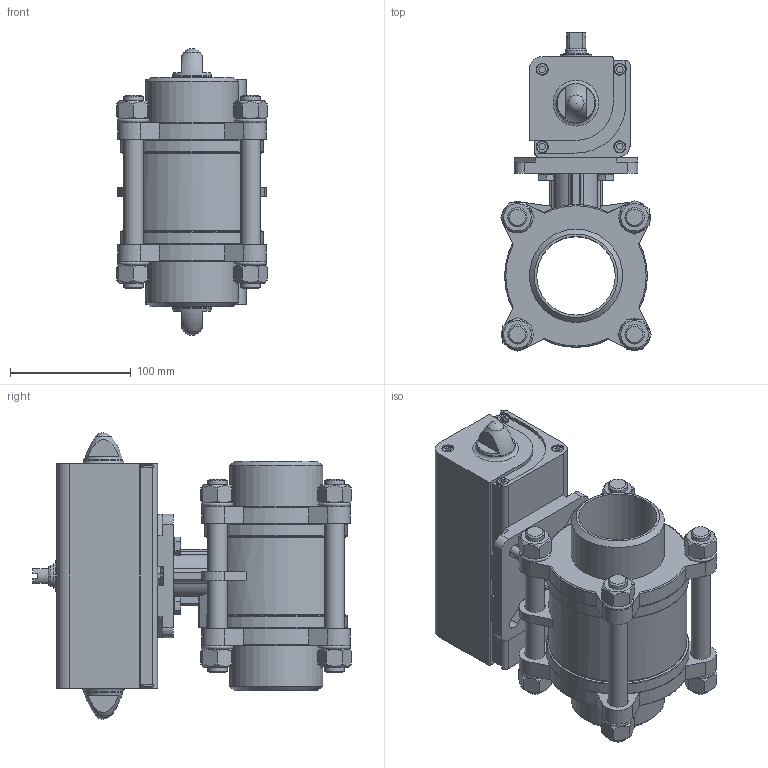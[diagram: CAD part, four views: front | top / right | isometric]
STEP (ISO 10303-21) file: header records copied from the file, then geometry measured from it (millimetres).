
FILE_DESCRIPTION(/* description */ ('STEP AP214'),/* implementation_level */ '2;1');
FILE_NAME(/* name */ '1810738_VZBA-21_2-WW-63-T-22-F0710-V4V4T-PP106-R-90-C',/* time_stamp */ '2024-09-18T00:29:23+02:00',/* author */ ('License CC BY-ND 4.0'),/* organization */ ('CADENAS'),/* preprocessor_version */ 'ST-DEVELOPER v19.3',/* originating_system */ 'PARTsolutions',/* authorisation */ ' ');
FILE_SCHEMA (('AUTOMOTIVE_DESIGN {1 0 10303 214 3 1 1}'));
Length unit declared in the file: millimetre
Products named in the file (6): 1810738 VZBA-21/2"-WW-63-T-22-F0710-V4V4T-PP106-R-90-C; 1686702 VZBA-21/2''-WW-63-T-22-F0710-V4V4T; 690068 S 8 A2; Hexagon bolt DIN 933 - M8x22; 533420 DAPS-0106-090-R-F0507---(1); 533420 DAPS-0106-090-R-F0507---(2)
Assembly tree (10 placements, depth 2):
  1810738 VZBA-21/2"-WW-63-T-22-F0710-V4V4T-PP106-R-90-C
    690068 S 8 A2  x4
    Hexagon bolt DIN 933 - M8x22  x4
    533420 DAPS-0106-090-R-F0507---(1)
    533420 DAPS-0106-090-R-F0507---(2)
  1686702 VZBA-21/2''-WW-63-T-22-F0710-V4V4T
Bounding box: 124.59 x 263.59 x 237.1 mm (x, y, z)
Volume: 2569158.7 mm3; surface area: 308406.3 mm2
Topology: 11 solids, 11 shells, 658 faces, 1611 edges, 1029 vertices
Faces by surface type: plane 341, cylinder 166, cone 111, torus 38, sphere 2
Full cylindrical faces by diameter (mm): 4.134 x8, 4.917 x5, 6.647 x4, 8 x4, 8.4 x4, 8.566 x2, 10 x8, 11.63 x4, 13 x4, 16 x12, 17 x10, 18 x1, 20.5 x1, 23.5 x1, 26 x2, 34 x2, 65 x1, 77 x2, 114 x1, 118 x1
Entity records: 17038 total; most frequent: CARTESIAN_POINT 3716, DIRECTION 2696, ORIENTED_EDGE 2490, EDGE_CURVE 1245, AXIS2_PLACEMENT_3D 1019, VERTEX_POINT 911, FACE_BOUND 854, EDGE_LOOP 835
